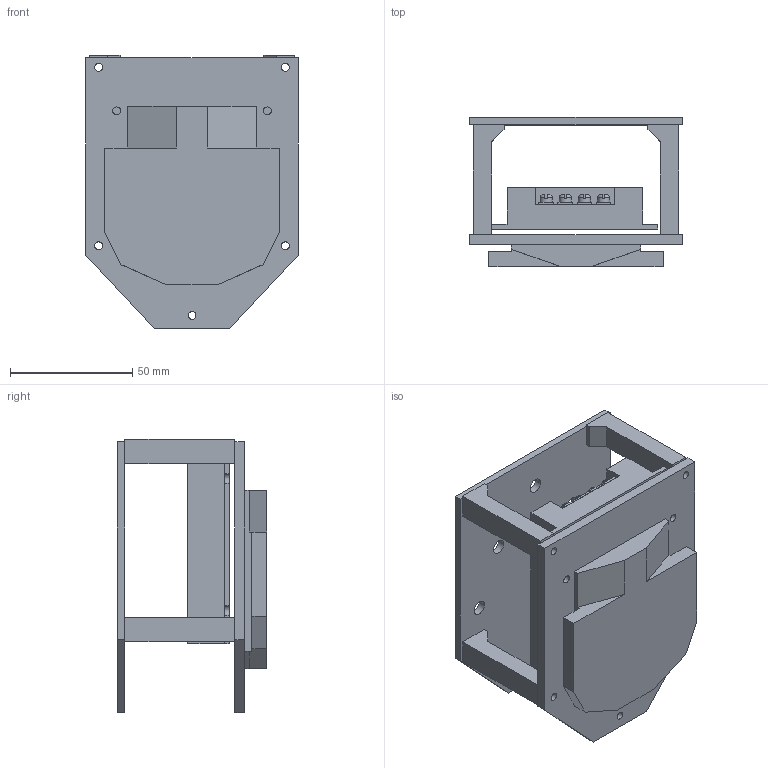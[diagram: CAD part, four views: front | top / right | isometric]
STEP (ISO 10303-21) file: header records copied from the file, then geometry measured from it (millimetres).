
FILE_DESCRIPTION(/* description */ (''),/* implementation_level */ '2;1');
FILE_NAME(/* name */ 'Godsend_bracket.step',/* time_stamp */ '2023-05-19T14:16:27+02:00',/* author */ (''),/* organization */ (''),/* preprocessor_version */ 'ST-DEVELOPER v19.2',/* originating_system */ 'Autodesk Translation Framework v12.4.0.73',/* authorisation */ '');
FILE_SCHEMA (('AUTOMOTIVE_DESIGN { 1 0 10303 214 3 1 1 }'));
Length unit declared in the file: millimetre
Products named in the file (3): Godsend_bracket; DC/DC; Standoff
Assembly tree (5 placements, depth 2):
  Godsend_bracket
    DC/DC
    Standoff  x4
Bounding box: 86.74 x 61 x 112 mm (x, y, z)
Volume: 184167 mm3; surface area: 68373.2 mm2
Topology: 15 solids, 15 shells, 346 faces, 887 edges, 588 vertices
Faces by surface type: plane 263, cylinder 43, torus 32, cone 8
Full cylindrical faces by diameter (mm): 3.2 x18, 4.2 x8, 5 x8, 6 x5
Entity records: 9905 total; most frequent: CARTESIAN_POINT 2207, ORIENTED_EDGE 1588, DIRECTION 1514, EDGE_CURVE 794, LINE 564, VECTOR 564, VERTEX_POINT 528, AXIS2_PLACEMENT_3D 475
